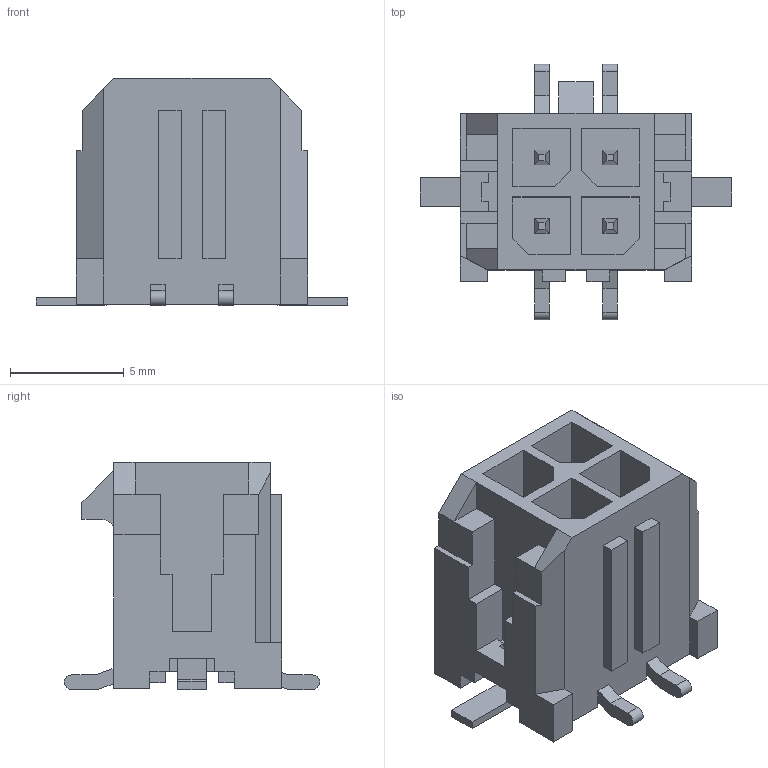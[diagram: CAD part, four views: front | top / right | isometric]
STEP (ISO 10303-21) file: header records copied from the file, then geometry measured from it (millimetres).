
FILE_DESCRIPTION((''),'2;1');
FILE_NAME('430450419','2014-09-03T',('me'),(''),'PRO/ENGINEER BY PARAMETRIC TECHNOLOGY CORPORATION, 2011490','PRO/ENGINEER BY PARAMETRIC TECHNOLOGY CORPORATION, 2011490','');
FILE_SCHEMA(('CONFIG_CONTROL_DESIGN'));
Length unit declared in the file: millimetre
Products named in the file (1): 430450419
Bounding box: 13.65 x 11.2 x 9.96 mm (x, y, z)
Volume: 436.2 mm3; surface area: 901.4 mm2
Topology: 1 solids, 1 shells, 258 faces, 698 edges, 455 vertices
Faces by surface type: plane 249, cylinder 9
Entity records: 7857 total; most frequent: CARTESIAN_POINT 1377, ORIENTED_EDGE 1330, DIRECTION 1234, VECTOR 680, LINE 680, EDGE_CURVE 665, VERTEX_POINT 420, AXIS2_PLACEMENT_3D 277
